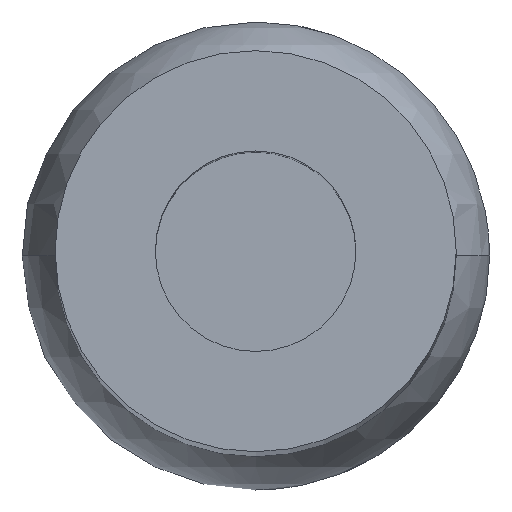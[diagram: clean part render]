
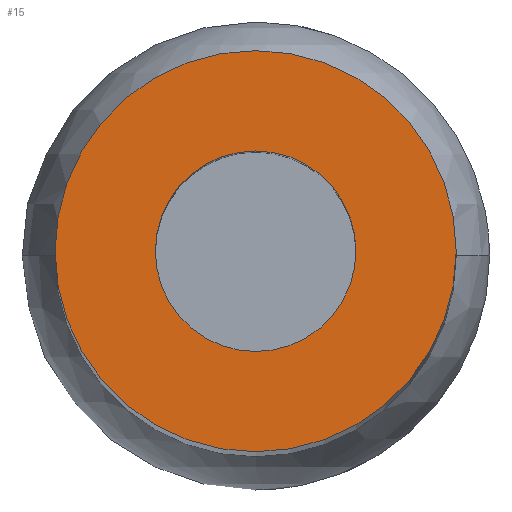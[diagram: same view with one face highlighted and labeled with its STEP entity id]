
A CAD part, top view. The second image highlights one B-rep face of the part: STEP entity #15.
In plain terms, the highlighted planar face has unit normal (0, 0, 1).
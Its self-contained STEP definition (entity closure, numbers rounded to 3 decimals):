
#2 = CIRCLE ( 'NONE', #4, 3. ) ;
#4 = AXIS2_PLACEMENT_3D ( 'NONE', #64, #95, #37 ) ;
#14 = CIRCLE ( 'NONE', #381, 1.5 ) ;
#15 = ADVANCED_FACE ( 'NONE', ( #84, #348 ), #86, .T. ) ;
#16 = DIRECTION ( 'NONE',  ( 1., 0., 0. ) ) ;
#34 = EDGE_CURVE ( 'NONE', #54, #408, #360, .T. ) ;
#37 = DIRECTION ( 'NONE',  ( 1., 0., 0. ) ) ;
#54 = VERTEX_POINT ( 'NONE', #85 ) ;
#61 = DIRECTION ( 'NONE',  ( 1., 0., 0. ) ) ;
#64 = CARTESIAN_POINT ( 'NONE',  ( 0., 0., 41. ) ) ;
#66 = ORIENTED_EDGE ( 'NONE', *, *, #253, .F. ) ;
#84 = FACE_BOUND ( 'NONE', #300, .T. ) ;
#85 = CARTESIAN_POINT ( 'NONE',  ( -3., 0., 41. ) ) ;
#86 = PLANE ( 'NONE',  #335 ) ;
#95 = DIRECTION ( 'NONE',  ( 0., 0., 1. ) ) ;
#109 = VERTEX_POINT ( 'NONE', #282 ) ;
#138 = DIRECTION ( 'NONE',  ( 1., 0., 0. ) ) ;
#139 = VERTEX_POINT ( 'NONE', #422 ) ;
#156 = EDGE_LOOP ( 'NONE', ( #324, #415 ) ) ;
#157 = CARTESIAN_POINT ( 'NONE',  ( 0., 0., 41. ) ) ;
#192 = AXIS2_PLACEMENT_3D ( 'NONE', #202, #330, #138 ) ;
#195 = EDGE_CURVE ( 'NONE', #408, #54, #2, .T. ) ;
#202 = CARTESIAN_POINT ( 'NONE',  ( 0., 0., 41. ) ) ;
#207 = ORIENTED_EDGE ( 'NONE', *, *, #326, .F. ) ;
#208 = CARTESIAN_POINT ( 'NONE',  ( 3., 0., 41. ) ) ;
#244 = DIRECTION ( 'NONE',  ( 0., 0., 1. ) ) ;
#253 = EDGE_CURVE ( 'NONE', #109, #139, #14, .T. ) ;
#282 = CARTESIAN_POINT ( 'NONE',  ( -1.5, 0., 41. ) ) ;
#300 = EDGE_LOOP ( 'NONE', ( #207, #66 ) ) ;
#308 = DIRECTION ( 'NONE',  ( 1., 0., 0. ) ) ;
#324 = ORIENTED_EDGE ( 'NONE', *, *, #34, .T. ) ;
#326 = EDGE_CURVE ( 'NONE', #139, #109, #400, .T. ) ;
#330 = DIRECTION ( 'NONE',  ( 0., 0., 1. ) ) ;
#335 = AXIS2_PLACEMENT_3D ( 'NONE', #382, #412, #16 ) ;
#348 = FACE_OUTER_BOUND ( 'NONE', #156, .T. ) ;
#360 = CIRCLE ( 'NONE', #434, 3. ) ;
#381 = AXIS2_PLACEMENT_3D ( 'NONE', #432, #394, #61 ) ;
#382 = CARTESIAN_POINT ( 'NONE',  ( 0., 0., 41. ) ) ;
#394 = DIRECTION ( 'NONE',  ( 0., 0., 1. ) ) ;
#400 = CIRCLE ( 'NONE', #192, 1.5 ) ;
#408 = VERTEX_POINT ( 'NONE', #208 ) ;
#412 = DIRECTION ( 'NONE',  ( 0., 0., 1. ) ) ;
#415 = ORIENTED_EDGE ( 'NONE', *, *, #195, .T. ) ;
#422 = CARTESIAN_POINT ( 'NONE',  ( 1.5, 0., 41. ) ) ;
#432 = CARTESIAN_POINT ( 'NONE',  ( 0., 0., 41. ) ) ;
#434 = AXIS2_PLACEMENT_3D ( 'NONE', #157, #244, #308 ) ;
